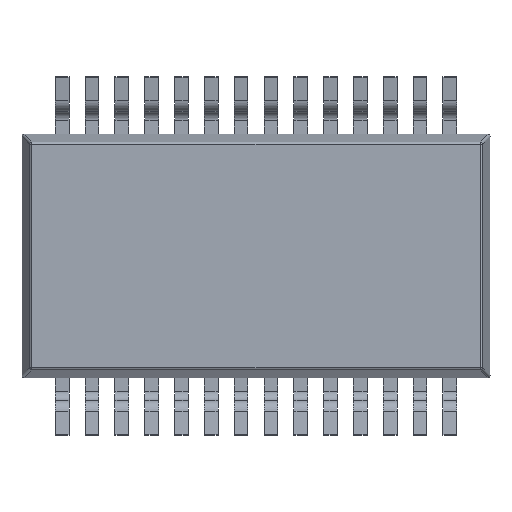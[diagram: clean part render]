
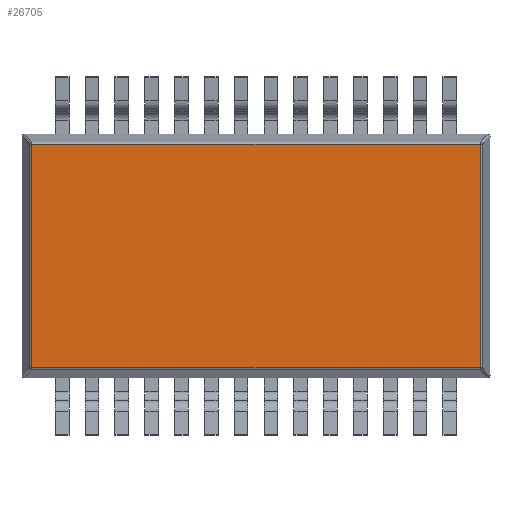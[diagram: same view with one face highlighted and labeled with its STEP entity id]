
A CAD part, front view. The second image highlights one B-rep face of the part: STEP entity #26705.
In plain terms, the highlighted planar face has unit normal (0, -1, 0).
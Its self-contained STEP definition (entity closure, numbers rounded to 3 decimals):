
#349 = PLANE ( 'NONE',  #939 ) ;
#351 = CARTESIAN_POINT ( 'NONE',  ( 5.1, 0., -2.65 ) ) ;
#353 = DIRECTION ( 'NONE',  ( 0., -1., 0. ) ) ;
#355 = DIRECTION ( 'NONE',  ( 0., 0., -1. ) ) ;
#933 = FACE_OUTER_BOUND ( 'NONE', #14407, .T. ) ;
#939 = AXIS2_PLACEMENT_3D ( 'NONE', #351, #353, #355 ) ;
#5358 = VECTOR ( 'NONE', #5541, 1000. ) ;
#5361 = VECTOR ( 'NONE', #5544, 1000. ) ;
#5539 = LINE ( 'NONE', #5540, #5358 ) ;
#5540 = CARTESIAN_POINT ( 'NONE',  ( 4.884, 0., -2.65 ) ) ;
#5541 = DIRECTION ( 'NONE',  ( 0., 0., 1. ) ) ;
#5542 = LINE ( 'NONE', #5543, #5361 ) ;
#5543 = CARTESIAN_POINT ( 'NONE',  ( 5.1, 0., -2.434 ) ) ;
#5544 = DIRECTION ( 'NONE',  ( 1., 0., 0. ) ) ;
#5545 = LINE ( 'NONE', #5546, #5666 ) ;
#5546 = CARTESIAN_POINT ( 'NONE',  ( 5.1, 0., 2.434 ) ) ;
#5547 = DIRECTION ( 'NONE',  ( -1., 0., 0. ) ) ;
#5548 = LINE ( 'NONE', #5549, #5667 ) ;
#5549 = CARTESIAN_POINT ( 'NONE',  ( -4.884, 0., -2.65 ) ) ;
#5550 = DIRECTION ( 'NONE',  ( 0., 0., -1. ) ) ;
#5666 = VECTOR ( 'NONE', #5547, 1000. ) ;
#5667 = VECTOR ( 'NONE', #5550, 1000. ) ;
#12719 = ORIENTED_EDGE ( 'NONE', *, *, #25810, .T. ) ;
#12720 = ORIENTED_EDGE ( 'NONE', *, *, #25811, .T. ) ;
#12721 = ORIENTED_EDGE ( 'NONE', *, *, #25809, .T. ) ;
#12722 = ORIENTED_EDGE ( 'NONE', *, *, #25812, .T. ) ;
#14407 = EDGE_LOOP ( 'NONE', ( #12719, #12721, #12720, #12722 ) ) ;
#16202 = VERTEX_POINT ( 'NONE', #34370 ) ;
#16203 = VERTEX_POINT ( 'NONE', #34371 ) ;
#16204 = VERTEX_POINT ( 'NONE', #34372 ) ;
#16205 = VERTEX_POINT ( 'NONE', #34373 ) ;
#25809 = EDGE_CURVE ( 'NONE', #16203, #16204, #5539, .T. ) ;
#25810 = EDGE_CURVE ( 'NONE', #16202, #16203, #5542, .T. ) ;
#25811 = EDGE_CURVE ( 'NONE', #16204, #16205, #5545, .T. ) ;
#25812 = EDGE_CURVE ( 'NONE', #16205, #16202, #5548, .T. ) ;
#26705 = ADVANCED_FACE ( 'NONE', ( #933 ), #349, .T. ) ;
#34370 = CARTESIAN_POINT ( 'NONE',  ( -4.884, 0., -2.434 ) ) ;
#34371 = CARTESIAN_POINT ( 'NONE',  ( 4.884, 0., -2.434 ) ) ;
#34372 = CARTESIAN_POINT ( 'NONE',  ( 4.884, 0., 2.434 ) ) ;
#34373 = CARTESIAN_POINT ( 'NONE',  ( -4.884, 0., 2.434 ) ) ;
